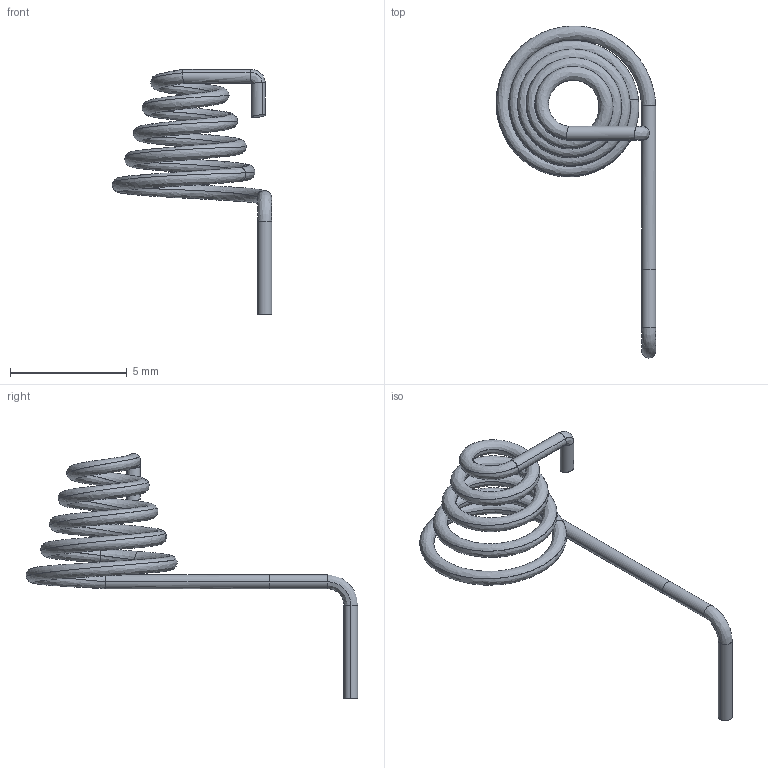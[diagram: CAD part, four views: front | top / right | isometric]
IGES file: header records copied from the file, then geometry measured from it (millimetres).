
Start section: SolidWorks IGES file using analytic representation for surfaces
Global section: file name: Terminal-AAA.igs; native system: SolidWorks 2019; preprocessor: SolidWorks 2019; author: USER; date: 220711.100342; units: millimetre
Bounding box: 6.83 x 14.21 x 10.5 mm (x, y, z)
Surface area: 156.6 mm2 (no closed solid volume)
Topology: 0 solids, 0 shells, 24 faces, 125 edges, 125 vertices
Faces by surface type: bspline 19, revolution 5
